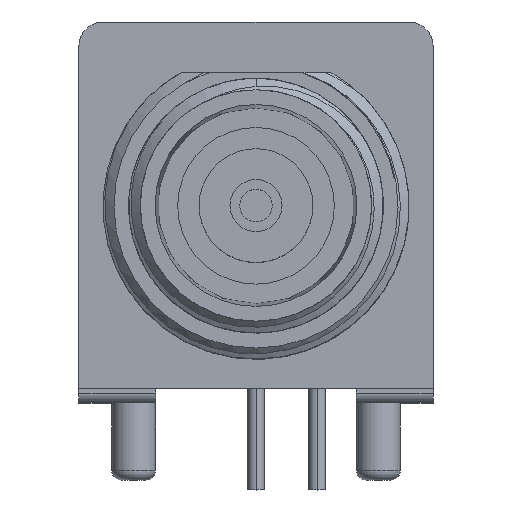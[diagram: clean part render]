
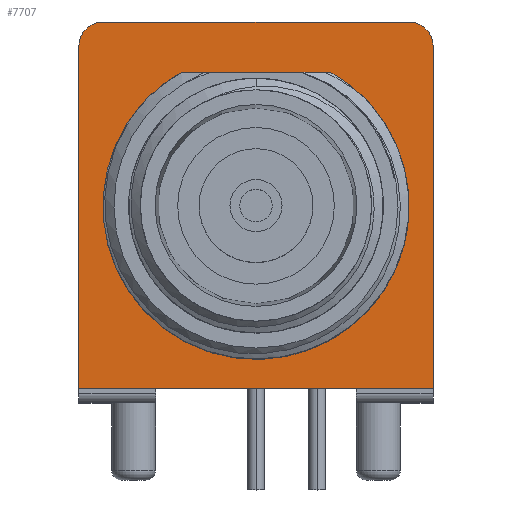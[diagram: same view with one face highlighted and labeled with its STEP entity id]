
A CAD part, top view. The second image highlights one B-rep face of the part: STEP entity #7707.
In plain terms, the highlighted planar face has unit normal (0, 0, 1).
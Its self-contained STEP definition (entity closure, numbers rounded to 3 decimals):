
#1853=DIRECTION('',(-1.,0.,0.));
#1854=VECTOR('',#1853,4.159);
#1855=CARTESIAN_POINT('',(2.252,5.54,-21.));
#1856=LINE('',#1855,#1854);
#1857=CARTESIAN_POINT('',(-6.35,6.65,-21.));
#1858=DIRECTION('',(0.,0.,1.));
#1859=DIRECTION('',(0.,1.,0.));
#1860=AXIS2_PLACEMENT_3D('',#1857,#1858,#1859);
#1862=DIRECTION('',(-1.,0.,0.));
#1863=VECTOR('',#1862,12.7);
#1864=CARTESIAN_POINT('',(6.35,7.65,-21.));
#1865=LINE('',#1864,#1863);
#1866=CARTESIAN_POINT('',(6.35,6.65,-21.));
#1867=DIRECTION('',(0.,0.,1.));
#1868=DIRECTION('',(1.,0.,0.));
#1869=AXIS2_PLACEMENT_3D('',#1866,#1867,#1868);
#1871=DIRECTION('',(0.,1.,0.));
#1872=VECTOR('',#1871,14.2);
#1873=CARTESIAN_POINT('',(7.35,-7.55,-21.));
#1874=LINE('',#1873,#1872);
#1875=DIRECTION('',(1.,0.,0.));
#1876=VECTOR('',#1875,14.7);
#1877=CARTESIAN_POINT('',(-7.35,-7.55,-21.));
#1878=LINE('',#1877,#1876);
#1879=DIRECTION('',(0.,-1.,0.));
#1880=VECTOR('',#1879,14.2);
#1881=CARTESIAN_POINT('',(-7.35,6.65,-21.));
#1882=LINE('',#1881,#1880);
#2979=CARTESIAN_POINT('',(-4.531,3.714,-21.));
#2980=CARTESIAN_POINT('',(-4.417,3.854,-21.));
#2981=CARTESIAN_POINT('',(-4.176,4.121,-21.));
#2982=CARTESIAN_POINT('',(-3.779,4.488,-21.));
#2983=CARTESIAN_POINT('',(-3.351,4.816,-21.));
#2984=CARTESIAN_POINT('',(-2.893,5.104,-21.));
#2985=CARTESIAN_POINT('',(-2.411,5.349,-21.));
#2986=CARTESIAN_POINT('',(-2.077,5.481,-21.));
#2987=CARTESIAN_POINT('',(-1.907,5.54,-21.));
#3049=CARTESIAN_POINT('',(2.252,5.54,-21.));
#3050=CARTESIAN_POINT('',(2.475,5.46,-21.));
#3051=CARTESIAN_POINT('',(2.932,5.267,-21.));
#3052=CARTESIAN_POINT('',(3.642,4.851,-21.));
#3053=CARTESIAN_POINT('',(4.362,4.275,-21.));
#3054=CARTESIAN_POINT('',(4.998,3.575,-21.));
#3055=CARTESIAN_POINT('',(5.486,2.837,-21.));
#3056=CARTESIAN_POINT('',(5.823,2.138,-21.));
#3057=CARTESIAN_POINT('',(6.055,1.465,-21.));
#3058=CARTESIAN_POINT('',(6.203,0.812,-21.));
#3059=CARTESIAN_POINT('',(6.281,0.153,-21.));
#3060=CARTESIAN_POINT('',(6.288,-0.519,-21.));
#3061=CARTESIAN_POINT('',(6.223,-1.187,-21.));
#3062=CARTESIAN_POINT('',(6.134,-1.622,-21.));
#3063=CARTESIAN_POINT('',(6.078,-1.838,-21.));
#3896=CARTESIAN_POINT('',(0.,0.,-21.));
#3897=DIRECTION('',(0.,0.,-1.));
#3898=DIRECTION('',(0.957,-0.289,0.));
#3899=AXIS2_PLACEMENT_3D('',#3896,#3897,#3898);
#4091=CARTESIAN_POINT('',(-1.838,-6.078,-21.));
#4092=CARTESIAN_POINT('',(-2.102,-5.987,-21.));
#4093=CARTESIAN_POINT('',(-2.612,-5.772,-21.));
#4094=CARTESIAN_POINT('',(-3.335,-5.348,-21.));
#4095=CARTESIAN_POINT('',(-3.99,-4.836,-21.));
#4096=CARTESIAN_POINT('',(-4.572,-4.241,-21.));
#4097=CARTESIAN_POINT('',(-5.07,-3.574,-21.));
#4098=CARTESIAN_POINT('',(-5.476,-2.842,-21.));
#4099=CARTESIAN_POINT('',(-5.774,-2.074,-21.));
#4100=CARTESIAN_POINT('',(-5.964,-1.286,-21.));
#4101=CARTESIAN_POINT('',(-6.045,-0.523,-21.));
#4102=CARTESIAN_POINT('',(-6.033,0.199,-21.));
#4103=CARTESIAN_POINT('',(-5.941,0.882,-21.));
#4104=CARTESIAN_POINT('',(-5.781,1.522,-21.));
#4105=CARTESIAN_POINT('',(-5.56,2.122,-21.));
#4106=CARTESIAN_POINT('',(-5.278,2.69,-21.));
#4107=CARTESIAN_POINT('',(-4.939,3.223,-21.));
#4108=CARTESIAN_POINT('',(-4.674,3.555,-21.));
#4109=CARTESIAN_POINT('',(-4.531,3.714,-21.));
#5294=CARTESIAN_POINT('',(-6.35,7.65,-21.));
#5295=CARTESIAN_POINT('',(-7.35,6.65,-21.));
#5296=VERTEX_POINT('',#5294);
#5297=VERTEX_POINT('',#5295);
#5298=CARTESIAN_POINT('',(-7.35,-7.55,-21.));
#5299=VERTEX_POINT('',#5298);
#5300=CARTESIAN_POINT('',(7.35,-7.55,-21.));
#5301=VERTEX_POINT('',#5300);
#5302=CARTESIAN_POINT('',(7.35,6.65,-21.));
#5303=VERTEX_POINT('',#5302);
#5304=CARTESIAN_POINT('',(6.35,7.65,-21.));
#5305=VERTEX_POINT('',#5304);
#5314=CARTESIAN_POINT('',(2.252,5.54,-21.));
#5315=CARTESIAN_POINT('',(-1.907,5.54,-21.));
#5316=VERTEX_POINT('',#5314);
#5317=VERTEX_POINT('',#5315);
#5594=CARTESIAN_POINT('',(6.078,-1.838,-21.));
#5595=CARTESIAN_POINT('',(-1.838,-6.078,-21.));
#5596=VERTEX_POINT('',#5594);
#5597=VERTEX_POINT('',#5595);
#5700=VERTEX_POINT('',#2979);
#7677=CARTESIAN_POINT('',(0.,0.,-21.));
#7678=DIRECTION('',(0.,0.,1.));
#7679=DIRECTION('',(1.,0.,0.));
#7680=AXIS2_PLACEMENT_3D('',#7677,#7678,#7679);
#7681=PLANE('',#7680);
#7683=ORIENTED_EDGE('',*,*,#7682,.F.);
#7685=ORIENTED_EDGE('',*,*,#7684,.F.);
#7687=ORIENTED_EDGE('',*,*,#7686,.F.);
#7689=ORIENTED_EDGE('',*,*,#7688,.F.);
#7691=ORIENTED_EDGE('',*,*,#7690,.F.);
#7693=ORIENTED_EDGE('',*,*,#7692,.F.);
#7694=EDGE_LOOP('',(#7683,#7685,#7687,#7689,#7691,#7693));
#7695=FACE_OUTER_BOUND('',#7694,.F.);
#7696=ORIENTED_EDGE('',*,*,#7505,.T.);
#7698=ORIENTED_EDGE('',*,*,#7697,.F.);
#7700=ORIENTED_EDGE('',*,*,#7699,.F.);
#7702=ORIENTED_EDGE('',*,*,#7701,.F.);
#7704=ORIENTED_EDGE('',*,*,#7703,.F.);
#7705=EDGE_LOOP('',(#7696,#7698,#7700,#7702,#7704));
#7706=FACE_BOUND('',#7705,.F.);
#7707=ADVANCED_FACE('',(#7695,#7706),#7681,.T.);
#1861=CIRCLE('',#1860,1.);
#1870=CIRCLE('',#1869,1.);
#2988=B_SPLINE_CURVE_WITH_KNOTS('',3,(#2979,#2980,#2981,#2982,#2983,#2984,#2985,
#2986,#2987),.UNSPECIFIED.,.F.,.F.,(4,1,1,1,1,1,4),(0.,0.167,
0.333,0.5,0.667,0.833,1.),
.UNSPECIFIED.);
#3064=B_SPLINE_CURVE_WITH_KNOTS('',3,(#3049,#3050,#3051,#3052,#3053,#3054,#3055,
#3056,#3057,#3058,#3059,#3060,#3061,#3062,#3063),.UNSPECIFIED.,.F.,.F.,(4,1,1,1,
1,1,1,1,1,1,1,1,4),(0.,0.083,0.167,0.25,
0.333,0.417,0.5,0.583,0.667,
0.75,0.833,0.917,1.),.UNSPECIFIED.);
#3900=CIRCLE('',#3899,6.35);
#4110=B_SPLINE_CURVE_WITH_KNOTS('',3,(#4091,#4092,#4093,#4094,#4095,#4096,#4097,
#4098,#4099,#4100,#4101,#4102,#4103,#4104,#4105,#4106,#4107,#4108,#4109),
.UNSPECIFIED.,.F.,.F.,(4,1,1,1,1,1,1,1,1,1,1,1,1,1,1,1,4),(0.,0.063,0.125,
0.188,0.25,0.313,0.375,0.438,0.5,0.563,0.625,0.688,
0.75,0.813,0.875,0.938,1.),.UNSPECIFIED.);
#7505=EDGE_CURVE('',#5316,#5317,#1856,.T.);
#7682=EDGE_CURVE('',#5296,#5297,#1861,.T.);
#7684=EDGE_CURVE('',#5305,#5296,#1865,.T.);
#7686=EDGE_CURVE('',#5303,#5305,#1870,.T.);
#7688=EDGE_CURVE('',#5301,#5303,#1874,.T.);
#7690=EDGE_CURVE('',#5299,#5301,#1878,.T.);
#7692=EDGE_CURVE('',#5297,#5299,#1882,.T.);
#7697=EDGE_CURVE('',#5700,#5317,#2988,.T.);
#7699=EDGE_CURVE('',#5597,#5700,#4110,.T.);
#7701=EDGE_CURVE('',#5596,#5597,#3900,.T.);
#7703=EDGE_CURVE('',#5316,#5596,#3064,.T.);
